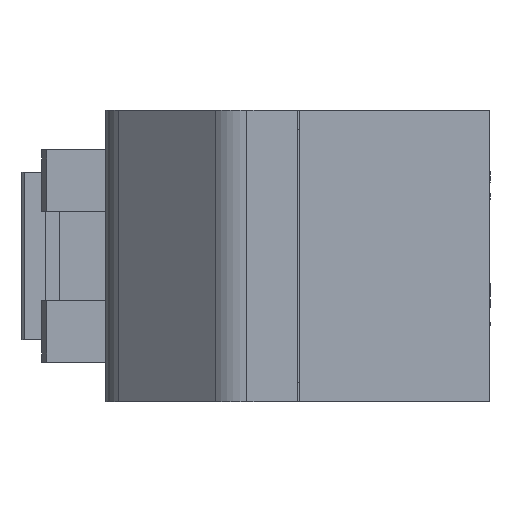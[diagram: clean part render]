
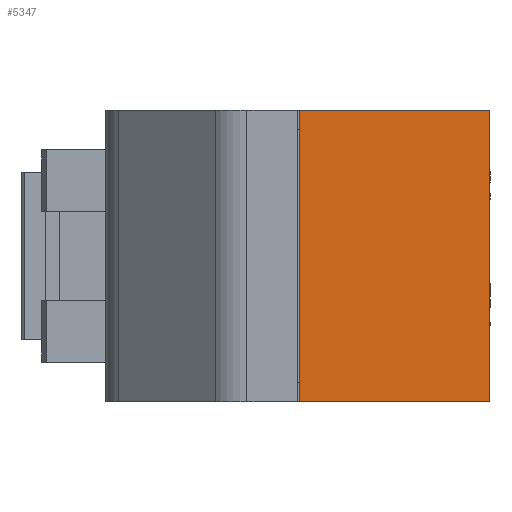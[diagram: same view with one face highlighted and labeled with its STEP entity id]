
A CAD part, left-side view. The second image highlights one B-rep face of the part: STEP entity #5347.
In plain terms, the highlighted planar face has unit normal (-1, 0, 0).
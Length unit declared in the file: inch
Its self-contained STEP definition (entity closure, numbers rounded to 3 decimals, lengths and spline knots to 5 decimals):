
#17 = VERTEX_POINT ( 'NONE', #2360 ) ;
#1613 = DIRECTION ( 'NONE',  ( 0., -1., 0. ) ) ;
#1878 = VECTOR ( 'NONE', #4783, 39.37008 ) ;
#1909 = EDGE_LOOP ( 'NONE', ( #14657, #8494, #6948, #5248 ) ) ;
#2179 = VERTEX_POINT ( 'NONE', #8870 ) ;
#2197 = LINE ( 'NONE', #2345, #1878 ) ;
#2345 = CARTESIAN_POINT ( 'NONE',  ( -1.33071, -0.12312, -0.71957 ) ) ;
#2360 = CARTESIAN_POINT ( 'NONE',  ( -1.33071, -0.12312, -0.32795 ) ) ;
#2558 = CARTESIAN_POINT ( 'NONE',  ( -1.33071, -0.55053, 0.32795 ) ) ;
#2715 = CARTESIAN_POINT ( 'NONE',  ( -1.33071, -0.00376, -0.32795 ) ) ;
#4189 = VERTEX_POINT ( 'NONE', #10312 ) ;
#4243 = PLANE ( 'NONE',  #8727 ) ;
#4783 = DIRECTION ( 'NONE',  ( 0., 0., 1. ) ) ;
#5227 = LINE ( 'NONE', #13027, #7889 ) ;
#5248 = ORIENTED_EDGE ( 'NONE', *, *, #11767, .F. ) ;
#5347 = ADVANCED_FACE ( 'NONE', ( #5503 ), #4243, .F. ) ;
#5503 = FACE_OUTER_BOUND ( 'NONE', #1909, .T. ) ;
#5956 = VERTEX_POINT ( 'NONE', #2558 ) ;
#6033 = EDGE_CURVE ( 'NONE', #17, #4189, #15052, .T. ) ;
#6948 = ORIENTED_EDGE ( 'NONE', *, *, #8305, .F. ) ;
#7488 = VECTOR ( 'NONE', #1613, 39.37008 ) ;
#7889 = VECTOR ( 'NONE', #8549, 39.37008 ) ;
#8305 = EDGE_CURVE ( 'NONE', #5956, #4189, #10247, .T. ) ;
#8494 = ORIENTED_EDGE ( 'NONE', *, *, #6033, .T. ) ;
#8549 = DIRECTION ( 'NONE',  ( 0., -1., 0. ) ) ;
#8727 = AXIS2_PLACEMENT_3D ( 'NONE', #8802, #12576, #12488 ) ;
#8802 = CARTESIAN_POINT ( 'NONE',  ( -1.33071, -0.00376, 0.32795 ) ) ;
#8870 = CARTESIAN_POINT ( 'NONE',  ( -1.33071, -0.12312, 0.32795 ) ) ;
#9142 = DIRECTION ( 'NONE',  ( 0., 0., -1. ) ) ;
#10247 = LINE ( 'NONE', #13867, #14044 ) ;
#10312 = CARTESIAN_POINT ( 'NONE',  ( -1.33071, -0.55053, -0.32795 ) ) ;
#11767 = EDGE_CURVE ( 'NONE', #2179, #5956, #5227, .T. ) ;
#12488 = DIRECTION ( 'NONE',  ( 0., 0., -1. ) ) ;
#12576 = DIRECTION ( 'NONE',  ( 1., 0., 0. ) ) ;
#13027 = CARTESIAN_POINT ( 'NONE',  ( -1.33071, -0.00376, 0.32795 ) ) ;
#13867 = CARTESIAN_POINT ( 'NONE',  ( -1.33071, -0.55053, 0.32795 ) ) ;
#14044 = VECTOR ( 'NONE', #9142, 39.37008 ) ;
#14381 = EDGE_CURVE ( 'NONE', #17, #2179, #2197, .T. ) ;
#14657 = ORIENTED_EDGE ( 'NONE', *, *, #14381, .F. ) ;
#15052 = LINE ( 'NONE', #2715, #7488 ) ;
